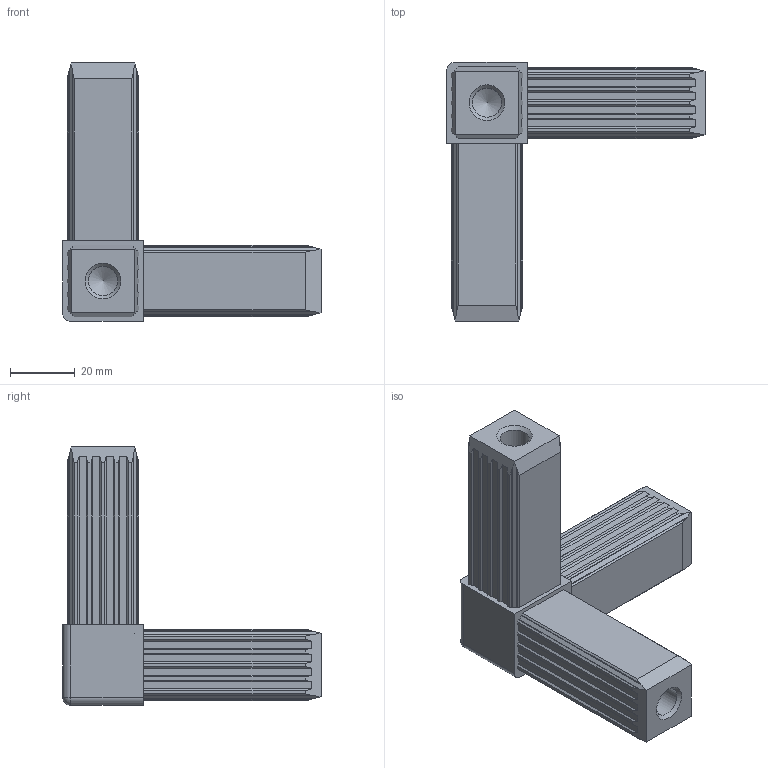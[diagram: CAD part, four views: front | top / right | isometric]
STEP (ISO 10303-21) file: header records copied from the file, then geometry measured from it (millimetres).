
FILE_DESCRIPTION(/* description */ ('GIUNZIONE Q25-3VA x INOX NYLON ALL.30'),/* implementation_level */ '2;1');
FILE_NAME(/* name */ 'DGIPD0000049 - XF32506X.stp',/* time_stamp */ '2019-12-17T15:43:15+01:00',/* author */ ('fzagni'),/* organization */ (''),/* preprocessor_version */ 'ST-DEVELOPER v17.2',/* originating_system */ 'Autodesk Inventor 2019',/* authorisation */ '');
FILE_SCHEMA (('AUTOMOTIVE_DESIGN { 1 0 10303 214 3 1 1 }'));
Length unit declared in the file: millimetre
Products named in the file (1): DGIPD0000049
Bounding box: 80 x 80 x 80 mm (x, y, z)
Volume: 80849 mm3; surface area: 22932.8 mm2
Topology: 1 solids, 1 shells, 202 faces, 588 edges, 391 vertices
Faces by surface type: plane 189, cone 6, cylinder 6, sphere 1
Full cylindrical faces by diameter (mm): 9 x3
Entity records: 6575 total; most frequent: CARTESIAN_POINT 1179, ORIENTED_EDGE 1170, DIRECTION 1012, EDGE_CURVE 585, LINE 564, VECTOR 564, VERTEX_POINT 391, AXIS2_PLACEMENT_3D 224
